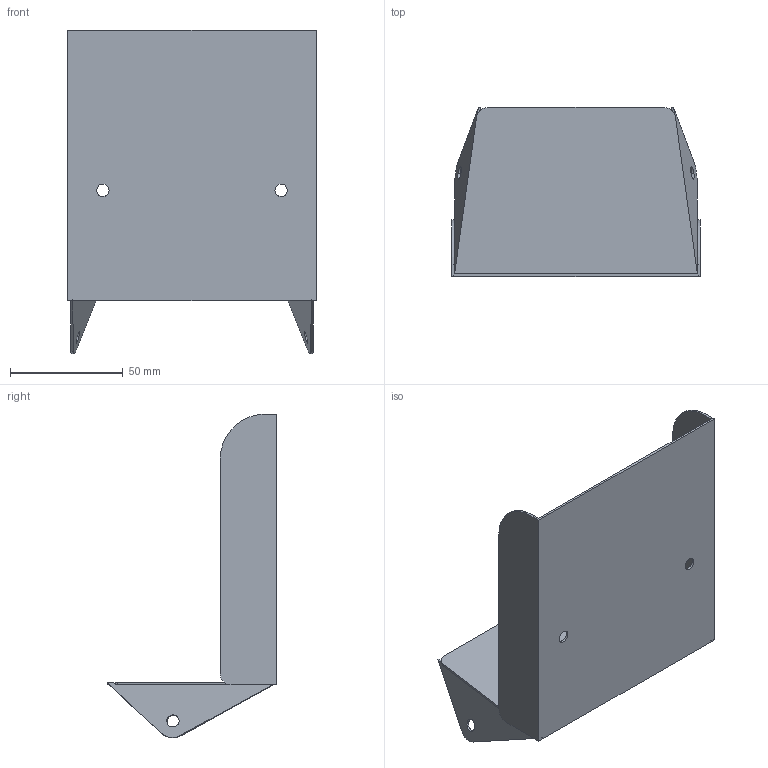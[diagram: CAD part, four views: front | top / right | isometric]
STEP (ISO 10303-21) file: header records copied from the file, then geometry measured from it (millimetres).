
FILE_DESCRIPTION(/* description */ ('VariCAD 2021-1.02 AP-214'),/* implementation_level */ '2;1');
FILE_NAME(/* name */ 'part-56_Shell-Tray.stp',/* time_stamp */ '2022-06-12T18:20:48+02:00',/* author */ (''),/* organization */ (''),/* preprocessor_version */ 'VariCAD 2021-1.02',/* originating_system */ 'VariCAD 2021-1.02; kernel version (20180118)',/* authorisation */ '');
FILE_SCHEMA(('AUTOMOTIVE_DESIGN'));
Length unit declared in the file: millimetre
Products named in the file (2): part-56_Shell-Tray
Assembly tree (1 placements, depth 2):
  part-56_Shell-Tray
    (unnamed)
Bounding box: 110 x 75.13 x 143.53 mm (x, y, z)
Volume: 27766.5 mm3; surface area: 56295.4 mm2
Topology: 1 solids, 1 shells, 51 faces, 129 edges, 82 vertices
Faces by surface type: plane 35, cylinder 16
Entity records: 1611 total; most frequent: CARTESIAN_POINT 300, DIRECTION 265, ORIENTED_EDGE 258, EDGE_CURVE 129, LINE 91, VECTOR 91, AXIS2_PLACEMENT_3D 87, VERTEX_POINT 82
